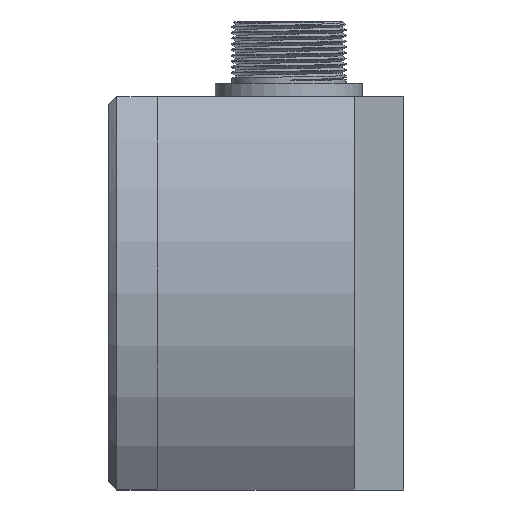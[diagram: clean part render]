
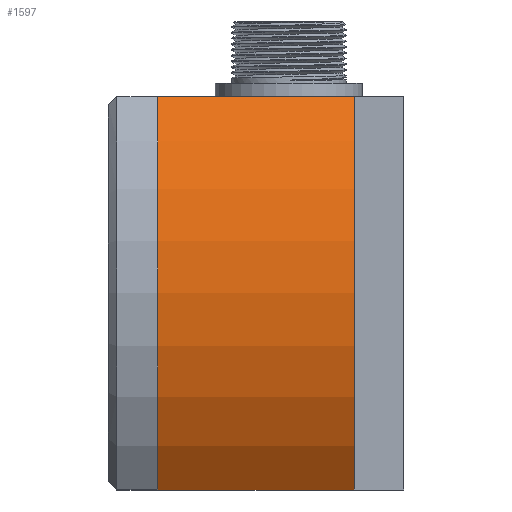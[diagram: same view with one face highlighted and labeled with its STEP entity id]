
A CAD part, left-side view. The second image highlights one B-rep face of the part: STEP entity #1597.
In plain terms, the highlighted cylindrical face has radius 39.5 mm (diameter 79 mm), a partial arc.
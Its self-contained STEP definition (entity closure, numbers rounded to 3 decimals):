
#102=DIRECTION('',(0.,1.,0.));
#103=VECTOR('',#102,24.);
#104=CARTESIAN_POINT('',(-31.373,6.,24.));
#105=LINE('',#104,#103);
#334=CARTESIAN_POINT('',(0.,6.,0.));
#335=DIRECTION('',(0.,1.,0.));
#336=DIRECTION('',(-0.794,0.,-0.608));
#337=AXIS2_PLACEMENT_3D('',#334,#335,#336);
#408=DIRECTION('',(0.,1.,0.));
#409=VECTOR('',#408,24.);
#410=CARTESIAN_POINT('',(-31.373,6.,-24.));
#411=LINE('',#410,#409);
#453=CARTESIAN_POINT('',(0.,30.,0.));
#454=DIRECTION('',(0.,1.,0.));
#455=DIRECTION('',(-0.794,0.,-0.608));
#456=AXIS2_PLACEMENT_3D('',#453,#454,#455);
#935=CARTESIAN_POINT('',(-31.373,30.,-24.));
#937=VERTEX_POINT('',#935);
#938=CARTESIAN_POINT('',(-31.373,30.,24.));
#939=VERTEX_POINT('',#938);
#942=CARTESIAN_POINT('',(-31.373,6.,-24.));
#943=CARTESIAN_POINT('',(-31.373,6.,24.));
#944=VERTEX_POINT('',#942);
#945=VERTEX_POINT('',#943);
#1584=CARTESIAN_POINT('',(0.,6.,0.));
#1585=DIRECTION('',(0.,1.,0.));
#1586=DIRECTION('',(1.,0.,0.));
#1587=AXIS2_PLACEMENT_3D('',#1584,#1585,#1586);
#1588=CYLINDRICAL_SURFACE('',#1587,39.5);
#1589=ORIENTED_EDGE('',*,*,#1395,.F.);
#1591=ORIENTED_EDGE('',*,*,#1590,.T.);
#1593=ORIENTED_EDGE('',*,*,#1592,.T.);
#1594=ORIENTED_EDGE('',*,*,#1217,.F.);
#1595=EDGE_LOOP('',(#1589,#1591,#1593,#1594));
#1596=FACE_OUTER_BOUND('',#1595,.F.);
#1597=ADVANCED_FACE('',(#1596),#1588,.T.);
#338=CIRCLE('',#337,39.5);
#457=CIRCLE('',#456,39.5);
#1217=EDGE_CURVE('',#945,#939,#105,.T.);
#1395=EDGE_CURVE('',#944,#945,#338,.T.);
#1590=EDGE_CURVE('',#944,#937,#411,.T.);
#1592=EDGE_CURVE('',#937,#939,#457,.T.);
